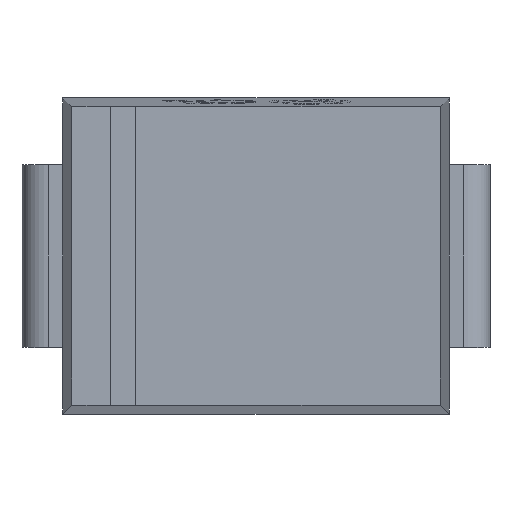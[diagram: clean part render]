
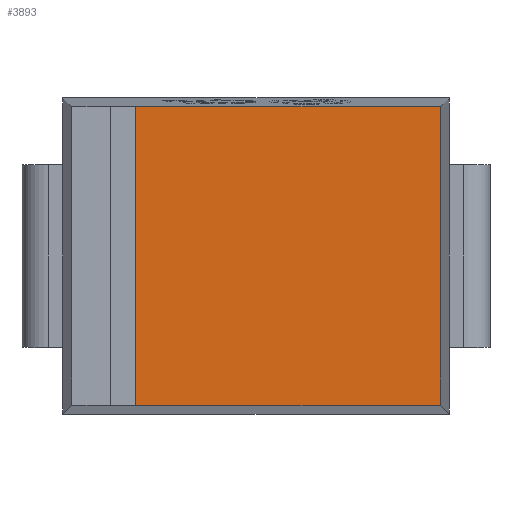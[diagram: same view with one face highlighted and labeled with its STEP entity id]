
A CAD part, top view. The second image highlights one B-rep face of the part: STEP entity #3893.
In plain terms, the highlighted planar face has unit normal (0, 0, 1).
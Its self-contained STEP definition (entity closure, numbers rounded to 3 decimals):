
#3 = CARTESIAN_POINT ( 'NONE',  ( -2.2, -1.699, 1.15 ) ) ;
#339 = DIRECTION ( 'NONE',  ( -1., 0., 0. ) ) ;
#476 = DIRECTION ( 'NONE',  ( 1., 0., 0. ) ) ;
#494 = EDGE_CURVE ( 'NONE', #3359, #8420, #6438, .T. ) ;
#978 = ORIENTED_EDGE ( 'NONE', *, *, #4146, .T. ) ;
#1502 = DIRECTION ( 'NONE',  ( 0., 1., 0. ) ) ;
#1507 = DIRECTION ( 'NONE',  ( 0., 1., 0. ) ) ;
#2345 = ORIENTED_EDGE ( 'NONE', *, *, #494, .T. ) ;
#2538 = VECTOR ( 'NONE', #11749, 1000. ) ;
#2669 = VERTEX_POINT ( 'NONE', #6631 ) ;
#2940 = CARTESIAN_POINT ( 'NONE',  ( -1.371, -1.699, 1.15 ) ) ;
#3359 = VERTEX_POINT ( 'NONE', #5546 ) ;
#3540 = LINE ( 'NONE', #6498, #4913 ) ;
#3893 = ADVANCED_FACE ( 'NONE', ( #9121 ), #10181, .T. ) ;
#4146 = EDGE_CURVE ( 'NONE', #8420, #2669, #11419, .T. ) ;
#4502 = ORIENTED_EDGE ( 'NONE', *, *, #6571, .F. ) ;
#4913 = VECTOR ( 'NONE', #1502, 1000. ) ;
#4935 = LINE ( 'NONE', #3, #2538 ) ;
#5010 = EDGE_LOOP ( 'NONE', ( #4502, #11410, #2345, #978 ) ) ;
#5546 = CARTESIAN_POINT ( 'NONE',  ( 2.099, -1.699, 1.15 ) ) ;
#5754 = CARTESIAN_POINT ( 'NONE',  ( 2.099, 1.699, 1.15 ) ) ;
#6344 = DIRECTION ( 'NONE',  ( 0., 0., 1. ) ) ;
#6438 = LINE ( 'NONE', #7488, #7054 ) ;
#6498 = CARTESIAN_POINT ( 'NONE',  ( -1.371, 0., 1.15 ) ) ;
#6571 = EDGE_CURVE ( 'NONE', #9352, #2669, #3540, .T. ) ;
#6631 = CARTESIAN_POINT ( 'NONE',  ( -1.371, 1.699, 1.15 ) ) ;
#7054 = VECTOR ( 'NONE', #1507, 1000. ) ;
#7488 = CARTESIAN_POINT ( 'NONE',  ( 2.099, 1.8, 1.15 ) ) ;
#7691 = VECTOR ( 'NONE', #339, 1000. ) ;
#8420 = VERTEX_POINT ( 'NONE', #5754 ) ;
#9121 = FACE_OUTER_BOUND ( 'NONE', #5010, .T. ) ;
#9352 = VERTEX_POINT ( 'NONE', #2940 ) ;
#10181 = PLANE ( 'NONE',  #11914 ) ;
#10337 = EDGE_CURVE ( 'NONE', #9352, #3359, #4935, .T. ) ;
#10361 = CARTESIAN_POINT ( 'NONE',  ( -2.2, 1.699, 1.15 ) ) ;
#11233 = CARTESIAN_POINT ( 'NONE',  ( 0., 0., 1.15 ) ) ;
#11410 = ORIENTED_EDGE ( 'NONE', *, *, #10337, .T. ) ;
#11419 = LINE ( 'NONE', #10361, #7691 ) ;
#11749 = DIRECTION ( 'NONE',  ( 1., 0., 0. ) ) ;
#11914 = AXIS2_PLACEMENT_3D ( 'NONE', #11233, #6344, #476 ) ;
